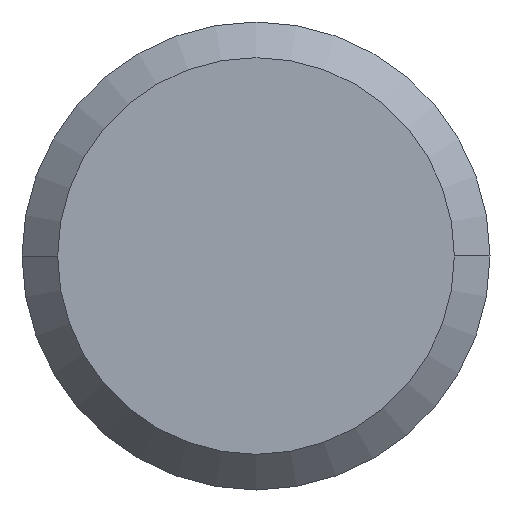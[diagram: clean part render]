
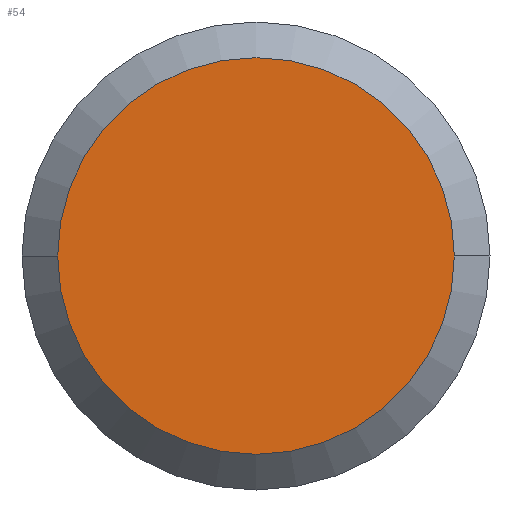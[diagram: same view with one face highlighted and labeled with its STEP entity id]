
A CAD part, left-side view. The second image highlights one B-rep face of the part: STEP entity #54.
In plain terms, the highlighted planar face has unit normal (-1, 0, 0).
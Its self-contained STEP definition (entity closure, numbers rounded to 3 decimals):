
#11 = EDGE_LOOP ( 'NONE', ( #163, #45 ) ) ;
#17 = DIRECTION ( 'NONE',  ( 1., 0., 0. ) ) ;
#31 = CIRCLE ( 'NONE', #312, 4.238 ) ;
#45 = ORIENTED_EDGE ( 'NONE', *, *, #172, .F. ) ;
#54 = ADVANCED_FACE ( 'NONE', ( #68 ), #86, .T. ) ;
#68 = FACE_OUTER_BOUND ( 'NONE', #11, .T. ) ;
#73 = VERTEX_POINT ( 'NONE', #217 ) ;
#86 = PLANE ( 'NONE',  #394 ) ;
#92 = EDGE_CURVE ( 'NONE', #209, #73, #211, .T. ) ;
#98 = CARTESIAN_POINT ( 'NONE',  ( 0., 0., 0. ) ) ;
#132 = DIRECTION ( 'NONE',  ( 1., 0., 0. ) ) ;
#150 = DIRECTION ( 'NONE',  ( -1., 0., 0. ) ) ;
#156 = DIRECTION ( 'NONE',  ( 0., 1., 0. ) ) ;
#163 = ORIENTED_EDGE ( 'NONE', *, *, #92, .F. ) ;
#172 = EDGE_CURVE ( 'NONE', #73, #209, #31, .T. ) ;
#209 = VERTEX_POINT ( 'NONE', #225 ) ;
#211 = CIRCLE ( 'NONE', #272, 4.238 ) ;
#217 = CARTESIAN_POINT ( 'NONE',  ( 0., -4.238, 0. ) ) ;
#219 = CARTESIAN_POINT ( 'NONE',  ( 0., 0., 0. ) ) ;
#225 = CARTESIAN_POINT ( 'NONE',  ( 0., 4.238, 0. ) ) ;
#272 = AXIS2_PLACEMENT_3D ( 'NONE', #98, #17, #156 ) ;
#290 = DIRECTION ( 'NONE',  ( 0., 1., 0. ) ) ;
#311 = CARTESIAN_POINT ( 'NONE',  ( 0., 0., 0. ) ) ;
#312 = AXIS2_PLACEMENT_3D ( 'NONE', #219, #132, #290 ) ;
#338 = DIRECTION ( 'NONE',  ( 0., -1., 0. ) ) ;
#394 = AXIS2_PLACEMENT_3D ( 'NONE', #311, #150, #338 ) ;
